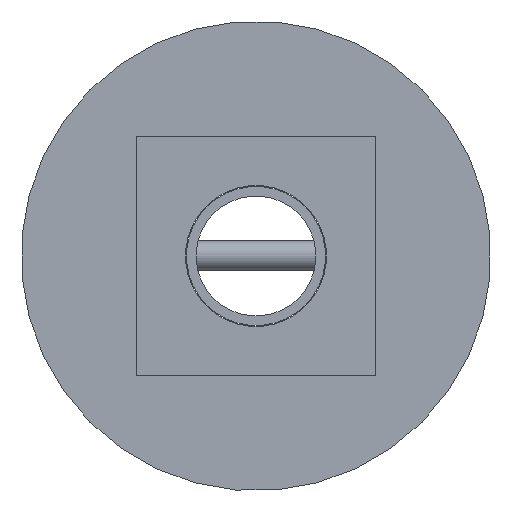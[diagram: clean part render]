
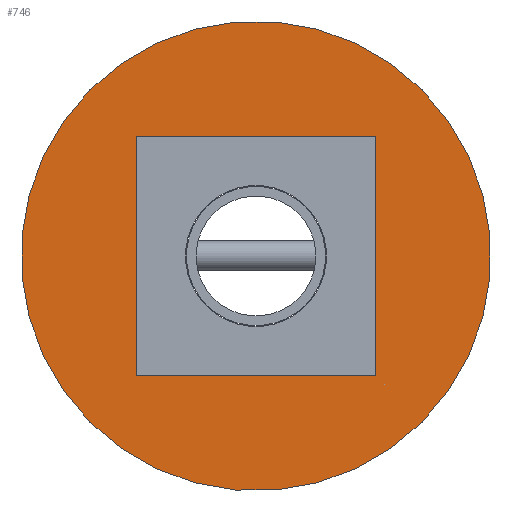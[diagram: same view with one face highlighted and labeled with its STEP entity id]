
A CAD part, left-side view. The second image highlights one B-rep face of the part: STEP entity #746.
In plain terms, the highlighted face is planar.
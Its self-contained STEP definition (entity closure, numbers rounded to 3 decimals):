
#72=FACE_BOUND('',#180,.T.);
#94=CIRCLE('',#815,13.5);
#130=FACE_OUTER_BOUND('',#179,.T.);
#179=EDGE_LOOP('',(#530));
#180=EDGE_LOOP('',(#531,#532,#533,#534));
#243=LINE('',#1106,#289);
#247=LINE('',#1114,#293);
#250=LINE('',#1120,#296);
#253=LINE('',#1125,#299);
#289=VECTOR('',#895,10.);
#293=VECTOR('',#901,10.);
#296=VECTOR('',#906,10.);
#299=VECTOR('',#911,10.);
#335=VERTEX_POINT('',#1104);
#336=VERTEX_POINT('',#1105);
#339=VERTEX_POINT('',#1113);
#341=VERTEX_POINT('',#1119);
#344=VERTEX_POINT('',#1131);
#407=EDGE_CURVE('',#335,#336,#243,.T.);
#411=EDGE_CURVE('',#336,#339,#247,.T.);
#414=EDGE_CURVE('',#339,#341,#250,.T.);
#417=EDGE_CURVE('',#341,#335,#253,.T.);
#420=EDGE_CURVE('',#344,#344,#94,.T.);
#530=ORIENTED_EDGE('',*,*,#420,.F.);
#531=ORIENTED_EDGE('',*,*,#417,.T.);
#532=ORIENTED_EDGE('',*,*,#407,.T.);
#533=ORIENTED_EDGE('',*,*,#411,.T.);
#534=ORIENTED_EDGE('',*,*,#414,.T.);
#718=PLANE('',#814);
#746=ADVANCED_FACE('',(#130,#72),#718,.T.);
#814=AXIS2_PLACEMENT_3D('',#1130,#917,#918);
#815=AXIS2_PLACEMENT_3D('',#1132,#919,#920);
#895=DIRECTION('',(0.,-1.,0.));
#901=DIRECTION('',(-1.,0.,0.));
#906=DIRECTION('',(0.,1.,0.));
#911=DIRECTION('',(1.,0.,0.));
#917=DIRECTION('center_axis',(0.,0.,
1.));
#918=DIRECTION('ref_axis',(0.707,-0.707,0.));
#919=DIRECTION('center_axis',(0.,0.,
-1.));
#920=DIRECTION('ref_axis',(0.707,-0.707,0.));
#1104=CARTESIAN_POINT('',(6.871,110.871,13.));
#1105=CARTESIAN_POINT('',(6.871,97.129,13.));
#1106=CARTESIAN_POINT('',(6.871,110.871,13.));
#1113=CARTESIAN_POINT('',(-6.871,97.129,13.));
#1114=CARTESIAN_POINT('',(6.871,97.129,13.));
#1119=CARTESIAN_POINT('',(-6.871,110.871,13.));
#1120=CARTESIAN_POINT('',(-6.871,97.129,13.));
#1125=CARTESIAN_POINT('',(-6.871,110.871,13.));
#1130=CARTESIAN_POINT('Origin',(0.,104.,13.));
#1131=CARTESIAN_POINT('',(-9.546,113.546,13.));
#1132=CARTESIAN_POINT('Origin',(0.,104.,13.));
